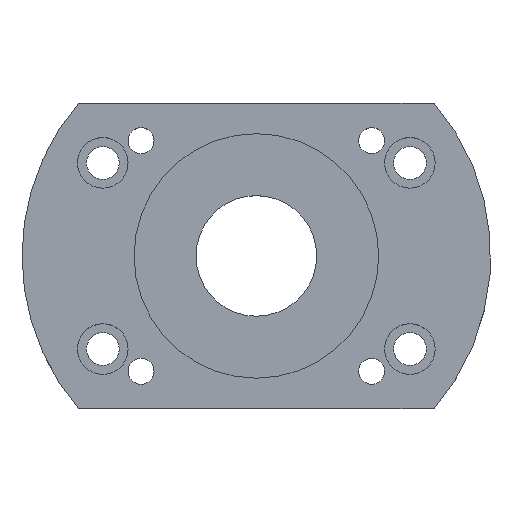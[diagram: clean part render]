
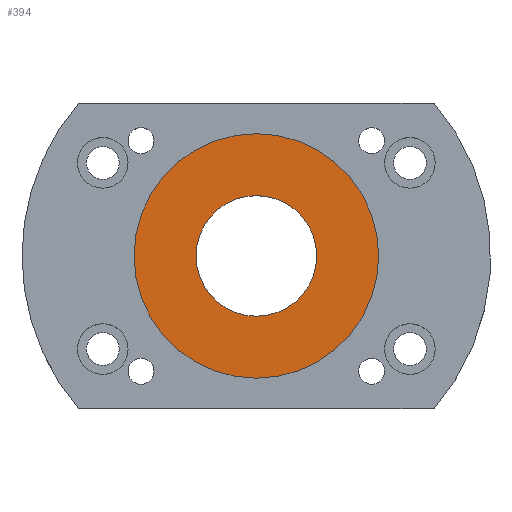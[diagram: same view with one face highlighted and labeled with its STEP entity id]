
A CAD part, top view. The second image highlights one B-rep face of the part: STEP entity #394.
In plain terms, the highlighted planar face has unit normal (0, 0, 1).
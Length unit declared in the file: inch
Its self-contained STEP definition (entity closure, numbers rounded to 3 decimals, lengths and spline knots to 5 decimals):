
#136 = AXIS2_PLACEMENT_3D ( 'NONE', #2375, #1088, #1326 ) ;
#351 = CARTESIAN_POINT ( 'NONE',  ( -0.75, 0., 0.35 ) ) ;
#394 = ADVANCED_FACE ( 'N', ( #1095, #1610 ), #2602, .T. ) ;
#487 = VERTEX_POINT ( 'NONE', #1135 ) ;
#494 = EDGE_LOOP ( 'NONE', ( #2388, #2215 ) ) ;
#503 = DIRECTION ( 'NONE',  ( 1., 0., 0. ) ) ;
#603 = EDGE_CURVE ( 'NONE', #2377, #874, #916, .T. ) ;
#838 = ORIENTED_EDGE ( 'NONE', *, *, #2554, .F. ) ;
#874 = VERTEX_POINT ( 'NONE', #2390 ) ;
#916 = CIRCLE ( 'NONE', #1047, 0.75 ) ;
#1047 = AXIS2_PLACEMENT_3D ( 'NONE', #1378, #1387, #1805 ) ;
#1071 = DIRECTION ( 'NONE',  ( 0., 0., -1. ) ) ;
#1088 = DIRECTION ( 'NONE',  ( 0., 0., 1. ) ) ;
#1095 = FACE_OUTER_BOUND ( 'NONE', #1660, .T. ) ;
#1135 = CARTESIAN_POINT ( 'NONE',  ( -0.37, 0., 0.35 ) ) ;
#1191 = AXIS2_PLACEMENT_3D ( 'NONE', #1325, #1533, #1969 ) ;
#1289 = DIRECTION ( 'NONE',  ( -1., 0., 0. ) ) ;
#1308 = CARTESIAN_POINT ( 'NONE',  ( 0., 0., 0.35 ) ) ;
#1325 = CARTESIAN_POINT ( 'NONE',  ( 0., 0., 0.35 ) ) ;
#1326 = DIRECTION ( 'NONE',  ( 1., 0., 0. ) ) ;
#1378 = CARTESIAN_POINT ( 'NONE',  ( 0., 0., 0.35 ) ) ;
#1387 = DIRECTION ( 'NONE',  ( 0., 0., -1. ) ) ;
#1533 = DIRECTION ( 'NONE',  ( 0., 0., -1. ) ) ;
#1610 = FACE_BOUND ( 'NONE', #494, .T. ) ;
#1660 = EDGE_LOOP ( 'NONE', ( #2117, #838 ) ) ;
#1805 = DIRECTION ( 'NONE',  ( -1., 0., 0. ) ) ;
#1919 = CIRCLE ( 'NONE', #2009, 0.75 ) ;
#1923 = VERTEX_POINT ( 'NONE', #2144 ) ;
#1927 = CIRCLE ( 'NONE', #1191, 0.37 ) ;
#1958 = AXIS2_PLACEMENT_3D ( 'NONE', #2206, #2435, #503 ) ;
#1969 = DIRECTION ( 'NONE',  ( 1., 0., 0. ) ) ;
#2009 = AXIS2_PLACEMENT_3D ( 'NONE', #1308, #1071, #1289 ) ;
#2117 = ORIENTED_EDGE ( 'NONE', *, *, #603, .F. ) ;
#2121 = EDGE_CURVE ( 'NONE', #1923, #487, #1927, .T. ) ;
#2144 = CARTESIAN_POINT ( 'NONE',  ( 0.37, 0., 0.35 ) ) ;
#2171 = EDGE_CURVE ( 'NONE', #487, #1923, #2315, .T. ) ;
#2206 = CARTESIAN_POINT ( 'NONE',  ( 0., 0., 0.35 ) ) ;
#2215 = ORIENTED_EDGE ( 'NONE', *, *, #2171, .T. ) ;
#2315 = CIRCLE ( 'NONE', #1958, 0.37 ) ;
#2375 = CARTESIAN_POINT ( 'NONE',  ( 0., 0., 0.35 ) ) ;
#2377 = VERTEX_POINT ( 'NONE', #351 ) ;
#2388 = ORIENTED_EDGE ( 'NONE', *, *, #2121, .T. ) ;
#2390 = CARTESIAN_POINT ( 'NONE',  ( 0.75, 0., 0.35 ) ) ;
#2435 = DIRECTION ( 'NONE',  ( 0., 0., -1. ) ) ;
#2554 = EDGE_CURVE ( 'NONE', #874, #2377, #1919, .T. ) ;
#2602 = PLANE ( 'NONE',  #136 ) ;
